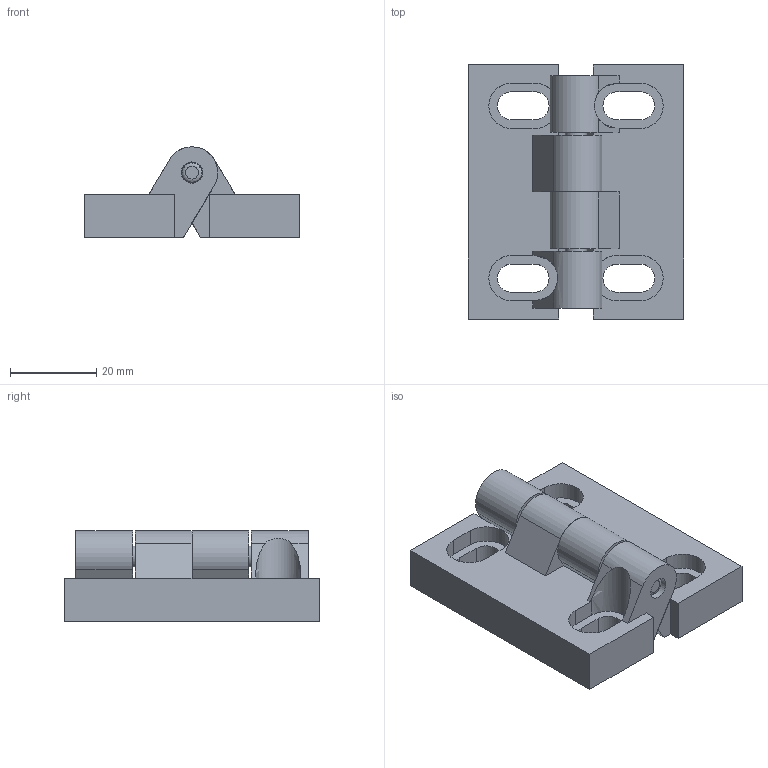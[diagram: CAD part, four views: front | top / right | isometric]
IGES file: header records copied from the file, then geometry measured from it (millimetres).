
Global section: file name: 601830.stp.ipt; native system: Autodesk Inventor 2014; preprocessor: unknown; author: zeman; date: 20151020.100048; units: millimetre
Bounding box: 50 x 59 x 21 mm (x, y, z)
Volume: 29697.7 mm3; surface area: 14179.5 mm2
Topology: 3 solids, 3 shells, 179 faces, 493 edges, 316 vertices
Faces by surface type: plane 128, revolution 38, bspline 8, cylinder 5
Full cylindrical faces by diameter (mm): 5 x1
